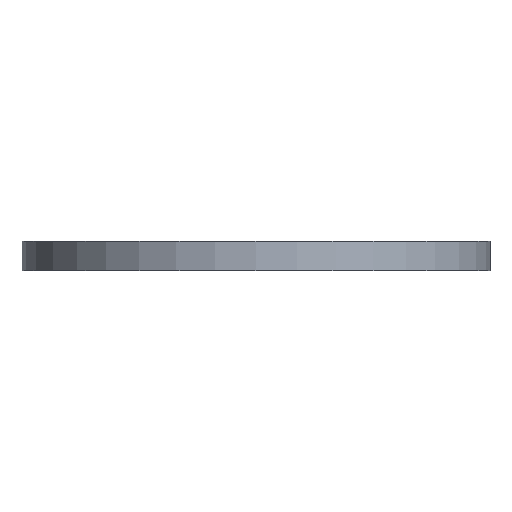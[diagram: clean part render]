
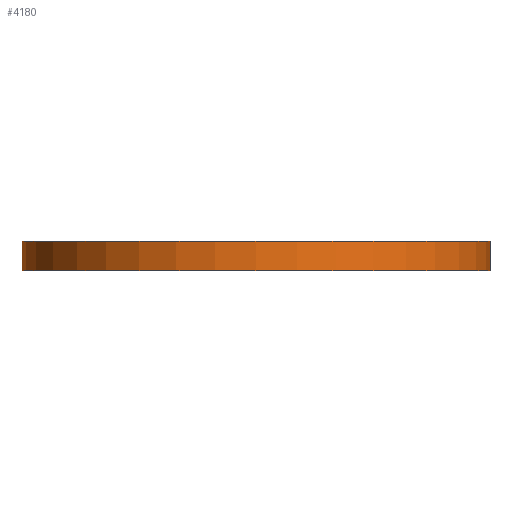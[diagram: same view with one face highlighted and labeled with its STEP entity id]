
A CAD part, front view. The second image highlights one B-rep face of the part: STEP entity #4180.
In plain terms, the highlighted cylindrical face has radius 8 mm (diameter 16 mm), a partial arc.
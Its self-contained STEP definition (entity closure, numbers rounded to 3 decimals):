
#2773=CARTESIAN_POINT('',(0.,0.,0.));
#2774=DIRECTION('',(0.,0.,1.));
#2775=DIRECTION('',(-1.,0.,0.));
#2776=AXIS2_PLACEMENT_3D('',#2773,#2774,#2775);
#2797=DIRECTION('',(0.,0.,1.));
#2798=VECTOR('',#2797,1.);
#2799=CARTESIAN_POINT('',(8.,0.,0.));
#2800=LINE('',#2799,#2798);
#2804=DIRECTION('',(0.,0.,1.));
#2805=VECTOR('',#2804,1.);
#2806=CARTESIAN_POINT('',(-8.,0.,0.));
#2807=LINE('',#2806,#2805);
#2819=CARTESIAN_POINT('',(0.,0.,1.));
#2820=DIRECTION('',(0.,0.,-1.));
#2821=DIRECTION('',(1.,0.,0.));
#2822=AXIS2_PLACEMENT_3D('',#2819,#2820,#2821);
#3913=CARTESIAN_POINT('',(8.,0.,0.));
#3914=CARTESIAN_POINT('',(-8.,0.,0.));
#3915=VERTEX_POINT('',#3913);
#3916=VERTEX_POINT('',#3914);
#3921=CARTESIAN_POINT('',(8.,0.,1.));
#3922=VERTEX_POINT('',#3921);
#3923=CARTESIAN_POINT('',(-8.,0.,1.));
#3924=VERTEX_POINT('',#3923);
#4168=CARTESIAN_POINT('',(0.,0.,0.));
#4169=DIRECTION('',(0.,0.,1.));
#4170=DIRECTION('',(1.,0.,0.));
#4171=AXIS2_PLACEMENT_3D('',#4168,#4169,#4170);
#4172=CYLINDRICAL_SURFACE('',#4171,8.);
#4173=ORIENTED_EDGE('',*,*,#4128,.F.);
#4174=ORIENTED_EDGE('',*,*,#4156,.T.);
#4176=ORIENTED_EDGE('',*,*,#4175,.F.);
#4177=ORIENTED_EDGE('',*,*,#4152,.F.);
#4178=EDGE_LOOP('',(#4173,#4174,#4176,#4177));
#4179=FACE_OUTER_BOUND('',#4178,.F.);
#2777=CIRCLE('',#2776,8.);
#2823=CIRCLE('',#2822,8.);
#4128=EDGE_CURVE('',#3916,#3915,#2777,.T.);
#4152=EDGE_CURVE('',#3915,#3922,#2800,.T.);
#4156=EDGE_CURVE('',#3916,#3924,#2807,.T.);
#4175=EDGE_CURVE('',#3922,#3924,#2823,.T.);
#4180=ADVANCED_FACE('',(#4179),#4172,.T.);
